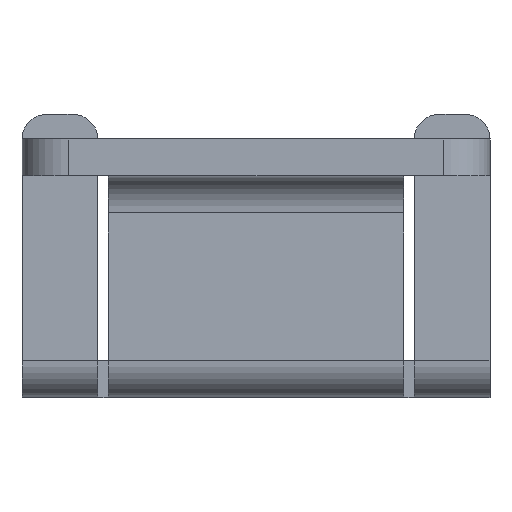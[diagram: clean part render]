
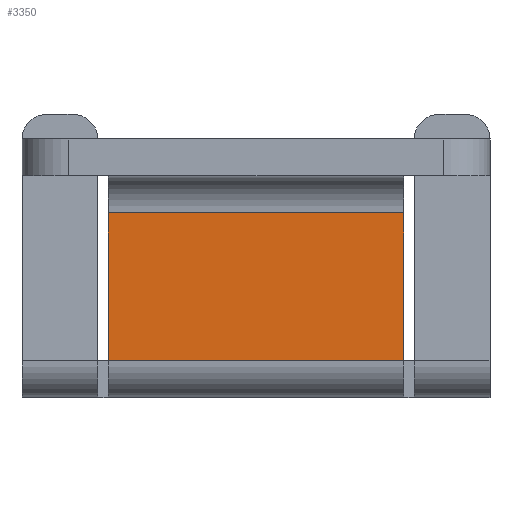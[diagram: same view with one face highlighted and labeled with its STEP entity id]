
A CAD part, front view. The second image highlights one B-rep face of the part: STEP entity #3350.
In plain terms, the highlighted planar face has unit normal (0, -1, 0).
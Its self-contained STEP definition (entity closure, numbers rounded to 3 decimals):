
#637=DIRECTION('',(0.,0.,1.));
#638=VECTOR('',#637,12.);
#639=CARTESIAN_POINT('',(57.262,61.888,3.));
#640=LINE('',#639,#638);
#761=DIRECTION('',(-1.,0.,0.));
#762=VECTOR('',#761,24.);
#763=CARTESIAN_POINT('',(57.262,61.888,15.));
#764=LINE('',#763,#762);
#768=DIRECTION('',(0.,0.,1.));
#769=VECTOR('',#768,12.);
#770=CARTESIAN_POINT('',(33.262,61.888,3.));
#771=LINE('',#770,#769);
#775=DIRECTION('',(1.,0.,0.));
#776=VECTOR('',#775,24.);
#777=CARTESIAN_POINT('',(33.262,61.888,3.));
#778=LINE('',#777,#776);
#2485=CARTESIAN_POINT('',(57.262,61.888,3.));
#2486=VERTEX_POINT('',#2485);
#2487=CARTESIAN_POINT('',(57.262,61.888,15.));
#2488=VERTEX_POINT('',#2487);
#2491=CARTESIAN_POINT('',(33.262,61.888,15.));
#2492=VERTEX_POINT('',#2491);
#2493=CARTESIAN_POINT('',(33.262,61.888,3.));
#2494=VERTEX_POINT('',#2493);
#3338=CARTESIAN_POINT('',(33.262,61.888,21.));
#3339=DIRECTION('',(0.,-1.,0.));
#3340=DIRECTION('',(1.,0.,0.));
#3341=AXIS2_PLACEMENT_3D('',#3338,#3339,#3340);
#3342=PLANE('',#3341);
#3344=ORIENTED_EDGE('',*,*,#3343,.F.);
#3345=ORIENTED_EDGE('',*,*,#3237,.T.);
#3346=ORIENTED_EDGE('',*,*,#3325,.F.);
#3347=ORIENTED_EDGE('',*,*,#3187,.F.);
#3348=EDGE_LOOP('',(#3344,#3345,#3346,#3347));
#3349=FACE_OUTER_BOUND('',#3348,.F.);
#3187=EDGE_CURVE('',#2486,#2488,#640,.T.);
#3237=EDGE_CURVE('',#2494,#2492,#771,.T.);
#3325=EDGE_CURVE('',#2488,#2492,#764,.T.);
#3343=EDGE_CURVE('',#2494,#2486,#778,.T.);
#3350=ADVANCED_FACE('',(#3349),#3342,.T.);
